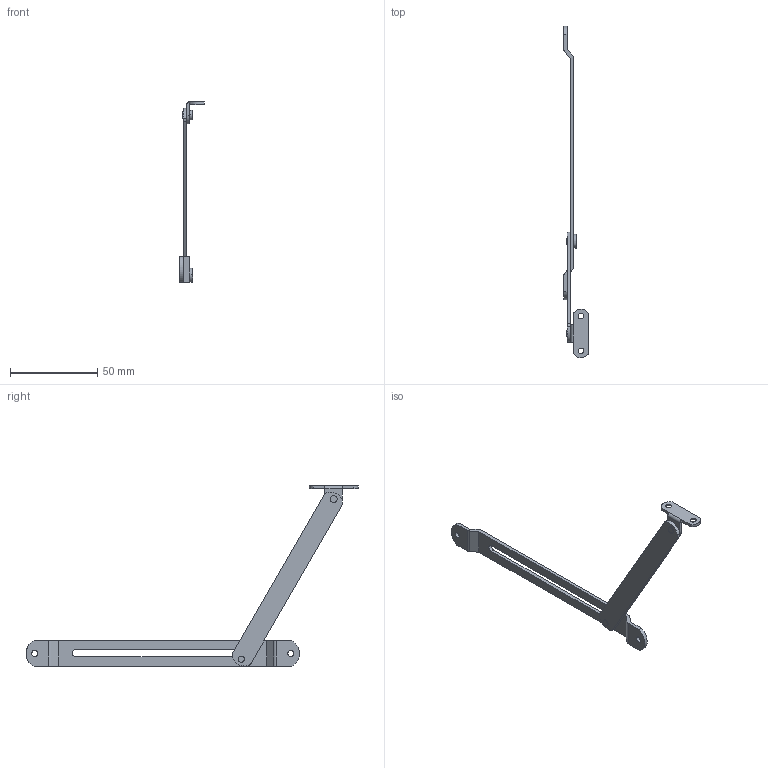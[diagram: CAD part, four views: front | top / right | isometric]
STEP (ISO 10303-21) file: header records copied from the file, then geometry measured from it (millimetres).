
FILE_DESCRIPTION((''),'2;1');
FILE_NAME('','2005-04-20T11:49:00',(''),(''),'','CADfix','');
FILE_SCHEMA(('AUTOMOTIVE_DESIGN'));
Length unit declared in the file: millimetre
Products named in the file (6): rivet_B_mr; rivet_A_mr; bracket_mr; arm_B_mr; arm_A_mr; TM_31_2R_2543_36
Assembly tree (5 placements, depth 2):
  TM_31_2R_2543_36
    rivet_B_mr
    rivet_A_mr
    bracket_mr
    arm_B_mr
    arm_A_mr
Bounding box: 14.3 x 190.5 x 103.4 mm (x, y, z)
Volume: 6954.4 mm3; surface area: 9086.5 mm2
Topology: 5 solids, 5 shells, 89 faces, 275 edges, 200 vertices
Faces by surface type: bspline 89
Entity records: 3350 total; most frequent: CARTESIAN_POINT 1696, ORIENTED_EDGE 550, EDGE_CURVE 275, VERTEX_POINT 200, QUASI_UNIFORM_CURVE 119, EDGE_LOOP 109, FACE_OUTER_BOUND 89, ADVANCED_FACE 89
